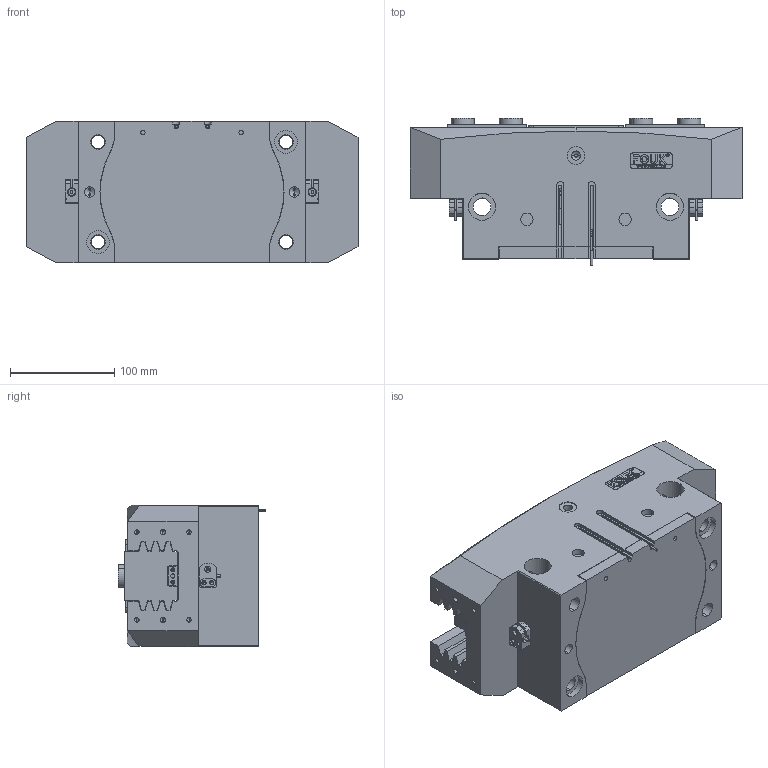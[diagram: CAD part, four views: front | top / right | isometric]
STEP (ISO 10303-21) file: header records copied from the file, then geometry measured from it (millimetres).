
FILE_DESCRIPTION (( 'STEP AP203' ), '1' );
FILE_NAME ('FR134-318.STEP', '2025-01-12T05:39:34', ( 'USER-' ), ( 'Microsoft' ), 'SwSTEP 2.0', 'SolidWorks 2018', '' );
FILE_SCHEMA (( 'CONFIG_CONTROL_DESIGN' ));
Length unit declared in the file: millimetre
Products named in the file (12): 22x12杶种; TRT134-318-M-06 笢猾啣; 晚假蚾輸B; TRT134-318-M-05菁裔啣; FR134-318; 羲壽標釱B; TRT134-318-M-01 喘倛褲极; 40x15-R2.5; 棠羲換覜ん; 埴翐芛蹟佪_GB_FASTENER_SCREWS_HSHCS M2X8-N; TRT134-318-M-02 喘倛賑輸; 8-30 換覜ん
Assembly tree (22 placements, depth 2):
  FR134-318
    TRT134-318-M-01 喘倛褲极
    TRT134-318-M-02 喘倛賑輸  x2
    TRT134-318-M-05菁裔啣
    羲壽標釱B  x2
    8-30 換覜ん  x2
    TRT134-318-M-06 笢猾啣
    晚假蚾輸B  x2
    22x12杶种  x4
    埴翐芛蹟佪_GB_FASTENER_SCREWS_HSHCS M2X8-N  x4
    棠羲換覜ん  x2
    40x15-R2.5
Bounding box: 318 x 141.66 x 136 mm (x, y, z)
Volume: 4171102.3 mm3; surface area: 444489.2 mm2
Topology: 22 solids, 22 shells, 1377 faces, 3577 edges, 2267 vertices
Faces by surface type: plane 634, cylinder 395, cone 185, bspline 155, torus 8
Entity records: 40566 total; most frequent: CARTESIAN_POINT 12865, ORIENTED_EDGE 5594, DIRECTION 5040, EDGE_CURVE 2797, VERTEX_POINT 1828, LINE 1794, VECTOR 1794, AXIS2_PLACEMENT_3D 1623
